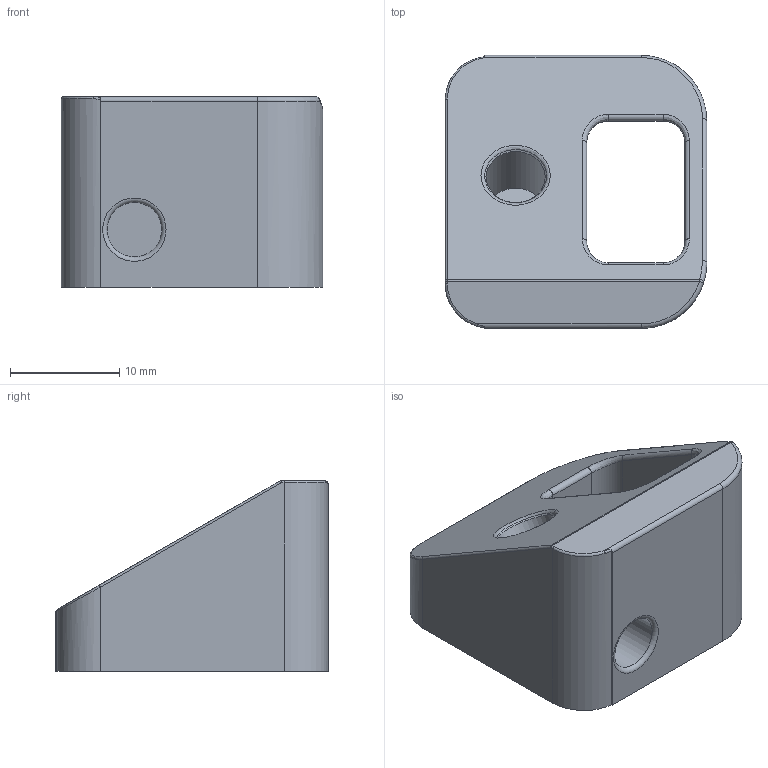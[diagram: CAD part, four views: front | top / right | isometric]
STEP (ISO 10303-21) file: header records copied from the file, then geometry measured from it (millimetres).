
FILE_DESCRIPTION(/* description */ (''),/* implementation_level */ '2;1');
FILE_NAME(/* name */ 'LEd strip v3 B.step',/* time_stamp */ '2024-09-10T04:20:02+01:00',/* author */ (''),/* organization */ (''),/* preprocessor_version */ 'ST-DEVELOPER v20',/* originating_system */ 'Autodesk Translation Framework v13.14.0.145',/* authorisation */ '');
FILE_SCHEMA (('AUTOMOTIVE_DESIGN { 1 0 10303 214 3 1 1 }'));
Length unit declared in the file: millimetre
Products named in the file (2): LEd strip; Magnetic Mount
Assembly tree (1 placements, depth 2):
  LEd strip
    Magnetic Mount
Bounding box: 23.95 x 25 x 17.46 mm (x, y, z)
Volume: 5501.7 mm3; surface area: 2779.3 mm2
Topology: 1 solids, 1 shells, 51 faces, 119 edges, 72 vertices
Faces by surface type: cylinder 20, plane 15, bspline 11, torus 4, sphere 1
Full cylindrical faces by diameter (mm): 5 x1, 5.4 x1
Entity records: 1928 total; most frequent: CARTESIAN_POINT 717, DIRECTION 259, ORIENTED_EDGE 238, EDGE_CURVE 119, AXIS2_PLACEMENT_3D 104, VERTEX_POINT 72, EDGE_LOOP 55, LINE 51
